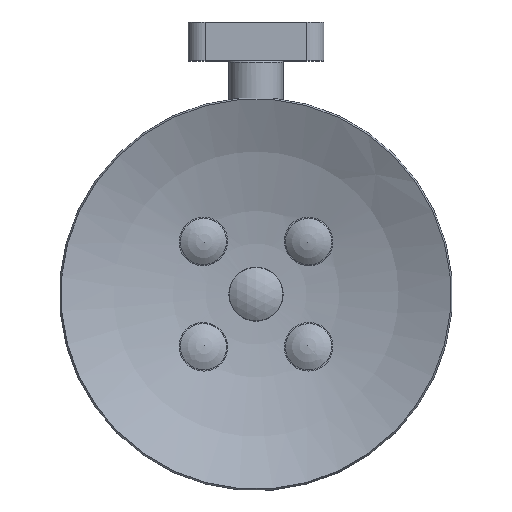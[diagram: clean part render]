
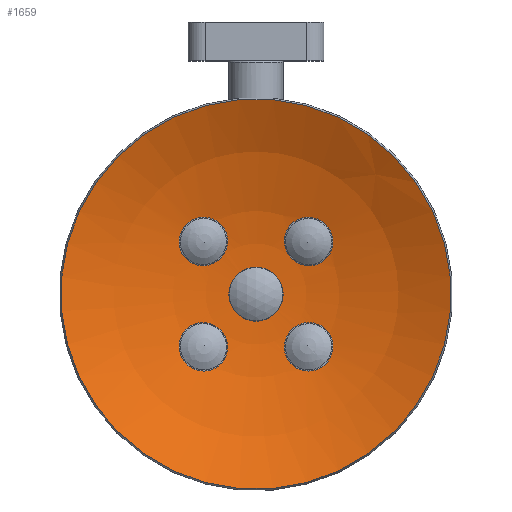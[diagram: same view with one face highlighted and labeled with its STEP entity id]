
A CAD part, top view. The second image highlights one B-rep face of the part: STEP entity #1659.
In plain terms, the highlighted toroidal (fillet/blend) face has major radius 3 mm and minor radius 117.787 mm.
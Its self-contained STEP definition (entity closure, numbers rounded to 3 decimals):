
#19=DEGENERATE_TOROIDAL_SURFACE('',#1934,3.,117.787,
 .T.);
#177=B_SPLINE_CURVE_WITH_KNOTS('',3,(#15970,#15971,#15972,#15973,#15974,
#15975,#15976,#15977,#15978,#15979,#15980,#15981,#15982,#15983,#15984,#15985,
#15986,#15987,#15988),.UNSPECIFIED.,.T.,.F.,(1,1,1,1,1,1,1,1,1,1,1,1,1,
1,1,1,1,1,1,1,1,1,1),(-0.008,-0.006,-0.003,
0.,0.003,0.006,0.008,
0.011,0.014,0.017,0.02,
0.023,0.025,0.028,0.031,
0.034,0.037,0.039,0.042,
0.045,0.048,0.051,0.054),
 .UNSPECIFIED.);
#178=B_SPLINE_CURVE_WITH_KNOTS('',3,(#15990,#15991,#15992,#15993,#15994,
#15995,#15996,#15997,#15998,#15999,#16000,#16001,#16002,#16003,#16004,#16005,
#16006,#16007,#16008),.UNSPECIFIED.,.T.,.F.,(1,1,1,1,1,1,1,1,1,1,1,1,1,
1,1,1,1,1,1,1,1,1,1),(-0.008,-0.006,-0.003,
0.,0.003,0.006,0.008,
0.011,0.014,0.017,0.02,
0.023,0.025,0.028,0.031,
0.034,0.037,0.039,0.042,
0.045,0.048,0.051,0.053),
 .UNSPECIFIED.);
#179=B_SPLINE_CURVE_WITH_KNOTS('',3,(#16014,#16015,#16016,#16017,#16018,
#16019,#16020,#16021,#16022,#16023,#16024,#16025,#16026,#16027,#16028,#16029,
#16030),.UNSPECIFIED.,.T.,.F.,(1,1,1,1,1,1,1,1,1,1,1,1,1,1,1,1,1,1,1,1,
1),(-0.009,-0.006,-0.003,0.,
0.006,0.011,0.014,0.017,
0.02,0.023,0.026,0.029,
0.031,0.034,0.037,0.04,
0.043,0.046,0.051,0.057,
0.06),.UNSPECIFIED.);
#180=B_SPLINE_CURVE_WITH_KNOTS('',3,(#16032,#16033,#16034,#16035,#16036,
#16037,#16038,#16039,#16040,#16041,#16042),.UNSPECIFIED.,.T.,.F.,(1,1,1,
1,1,1,1,1,1,1,1,1,1,1,1),(-0.017,-0.011,-0.006,
0.,0.006,0.011,0.017,
0.023,0.029,0.034,0.04,
0.046,0.051,0.057,0.063),
 .UNSPECIFIED.);
#613=ORIENTED_EDGE('',*,*,#873,.T.);
#614=ORIENTED_EDGE('',*,*,#874,.T.);
#615=ORIENTED_EDGE('',*,*,#875,.F.);
#616=ORIENTED_EDGE('',*,*,#876,.T.);
#617=ORIENTED_EDGE('',*,*,#877,.T.);
#618=ORIENTED_EDGE('',*,*,#878,.T.);
#873=EDGE_CURVE('',#1034,#1034,#177,.T.);
#874=EDGE_CURVE('',#1035,#1035,#178,.T.);
#875=EDGE_CURVE('',#1036,#1036,#1155,.T.);
#876=EDGE_CURVE('',#1037,#1037,#1156,.T.);
#877=EDGE_CURVE('',#1038,#1038,#179,.T.);
#878=EDGE_CURVE('',#1039,#1039,#180,.T.);
#1034=VERTEX_POINT('',#15989);
#1035=VERTEX_POINT('',#16009);
#1036=VERTEX_POINT('',#16011);
#1037=VERTEX_POINT('',#16013);
#1038=VERTEX_POINT('',#16031);
#1039=VERTEX_POINT('',#16043);
#1155=CIRCLE('',#1935,3.);
#1156=CIRCLE('',#1936,57.537);
#1297=EDGE_LOOP('',(#613));
#1298=EDGE_LOOP('',(#614));
#1299=EDGE_LOOP('',(#615));
#1300=EDGE_LOOP('',(#616));
#1301=EDGE_LOOP('',(#617));
#1302=EDGE_LOOP('',(#618));
#1484=FACE_BOUND('',#1297,.T.);
#1485=FACE_BOUND('',#1298,.T.);
#1486=FACE_BOUND('',#1299,.T.);
#1487=FACE_BOUND('',#1300,.T.);
#1488=FACE_BOUND('',#1301,.T.);
#1489=FACE_BOUND('',#1302,.T.);
#1659=ADVANCED_FACE('',(#1484,#1485,#1486,#1487,#1488,#1489),#19,.F.);
#1934=AXIS2_PLACEMENT_3D('',#15969,#2343,#2344);
#1935=AXIS2_PLACEMENT_3D('',#16010,#2345,#2346);
#1936=AXIS2_PLACEMENT_3D('',#16012,#2347,#2348);
#2343=DIRECTION('',(0.,0.,1.));
#2344=DIRECTION('',(1.,0.,0.));
#2345=DIRECTION('',(0.,0.,1.));
#2346=DIRECTION('',(1.,0.,0.));
#2347=DIRECTION('',(0.,0.,1.));
#2348=DIRECTION('',(1.,0.,0.));
#15969=CARTESIAN_POINT('',(0.,0.,118.787));
#15970=CARTESIAN_POINT('',(-2.831,-28.687,3.855));
#15971=CARTESIAN_POINT('',(-5.231,-27.114,3.589));
#15972=CARTESIAN_POINT('',(-6.841,-24.749,3.192));
#15973=CARTESIAN_POINT('',(-7.406,-21.962,2.729));
#15974=CARTESIAN_POINT('',(-6.842,-19.173,2.274));
#15975=CARTESIAN_POINT('',(-5.233,-16.812,1.898));
#15976=CARTESIAN_POINT('',(-2.829,-15.24,1.655));
#15977=CARTESIAN_POINT('',(0.003,-14.69,1.572));
#15978=CARTESIAN_POINT('',(2.831,-15.24,1.655));
#15979=CARTESIAN_POINT('',(5.236,-16.814,1.898));
#15980=CARTESIAN_POINT('',(6.846,-19.18,2.275));
#15981=CARTESIAN_POINT('',(7.407,-21.975,2.732));
#15982=CARTESIAN_POINT('',(6.834,-24.765,3.195));
#15983=CARTESIAN_POINT('',(5.223,-27.121,3.591));
#15984=CARTESIAN_POINT('',(2.822,-28.69,3.856));
#15985=CARTESIAN_POINT('',(-0.003,-29.24,3.949));
#15986=CARTESIAN_POINT('',(-2.831,-28.687,3.855));
#15987=CARTESIAN_POINT('',(-5.231,-27.114,3.589));
#15988=CARTESIAN_POINT('',(-6.841,-24.749,3.192));
#15989=CARTESIAN_POINT('',(-5.099,-26.982,3.568));
#15990=CARTESIAN_POINT('',(-2.991,15.308,1.665));
#15991=CARTESIAN_POINT('',(-5.357,16.936,1.917));
#15992=CARTESIAN_POINT('',(-6.911,19.34,2.301));
#15993=CARTESIAN_POINT('',(-7.404,22.143,2.759));
#15994=CARTESIAN_POINT('',(-6.768,24.915,3.22));
#15995=CARTESIAN_POINT('',(-5.104,27.235,3.61));
#15996=CARTESIAN_POINT('',(-2.667,28.752,3.866));
#15997=CARTESIAN_POINT('',(0.176,29.238,3.949));
#15998=CARTESIAN_POINT('',(2.991,28.62,3.844));
#15999=CARTESIAN_POINT('',(5.355,26.989,3.568));
#16000=CARTESIAN_POINT('',(6.906,24.59,3.166));
#16001=CARTESIAN_POINT('',(7.405,21.785,2.7));
#16002=CARTESIAN_POINT('',(6.77,19.007,2.247));
#16003=CARTESIAN_POINT('',(5.101,16.686,1.878));
#16004=CARTESIAN_POINT('',(2.66,15.174,1.645));
#16005=CARTESIAN_POINT('',(-0.178,14.692,1.573));
#16006=CARTESIAN_POINT('',(-2.991,15.308,1.665));
#16007=CARTESIAN_POINT('',(-5.357,16.936,1.917));
#16008=CARTESIAN_POINT('',(-6.911,19.34,2.301));
#16009=CARTESIAN_POINT('',(-5.222,17.065,1.939));
#16010=CARTESIAN_POINT('',(0.,0.,1.));
#16011=CARTESIAN_POINT('',(3.,0.,1.));
#16012=CARTESIAN_POINT('',(0.,0.,14.386));
#16013=CARTESIAN_POINT('',(57.537,0.,14.386));
#16014=CARTESIAN_POINT('',(19.342,-6.91,2.301));
#16015=CARTESIAN_POINT('',(16.128,-4.843,1.789));
#16016=CARTESIAN_POINT('',(14.113,-0.188,1.486));
#16017=CARTESIAN_POINT('',(15.908,4.549,1.755));
#16018=CARTESIAN_POINT('',(19.009,6.77,2.248));
#16019=CARTESIAN_POINT('',(21.785,7.405,2.7));
#16020=CARTESIAN_POINT('',(24.591,6.906,3.166));
#16021=CARTESIAN_POINT('',(26.99,5.354,3.569));
#16022=CARTESIAN_POINT('',(28.62,2.99,3.844));
#16023=CARTESIAN_POINT('',(29.238,0.175,3.949));
#16024=CARTESIAN_POINT('',(28.751,-2.668,3.866));
#16025=CARTESIAN_POINT('',(27.234,-5.104,3.61));
#16026=CARTESIAN_POINT('',(24.915,-6.768,3.22));
#16027=CARTESIAN_POINT('',(22.143,-7.404,2.759));
#16028=CARTESIAN_POINT('',(19.342,-6.91,2.301));
#16029=CARTESIAN_POINT('',(16.128,-4.843,1.789));
#16030=CARTESIAN_POINT('',(14.113,-0.188,1.486));
#16031=CARTESIAN_POINT('',(17.065,-5.222,1.939));
#16032=CARTESIAN_POINT('',(-21.96,-8.003,2.724));
#16033=CARTESIAN_POINT('',(-27.528,-5.648,3.658));
#16034=CARTESIAN_POINT('',(-29.819,0.,4.048));
#16035=CARTESIAN_POINT('',(-27.534,5.638,3.659));
#16036=CARTESIAN_POINT('',(-21.978,8.004,2.727));
#16037=CARTESIAN_POINT('',(-16.396,5.654,1.828));
#16038=CARTESIAN_POINT('',(-14.111,-0.001,1.486));
#16039=CARTESIAN_POINT('',(-16.397,-5.65,1.828));
#16040=CARTESIAN_POINT('',(-21.96,-8.003,2.724));
#16041=CARTESIAN_POINT('',(-27.528,-5.648,3.658));
#16042=CARTESIAN_POINT('',(-29.819,0.,4.048));
#16043=CARTESIAN_POINT('',(-26.982,-5.099,3.568));
